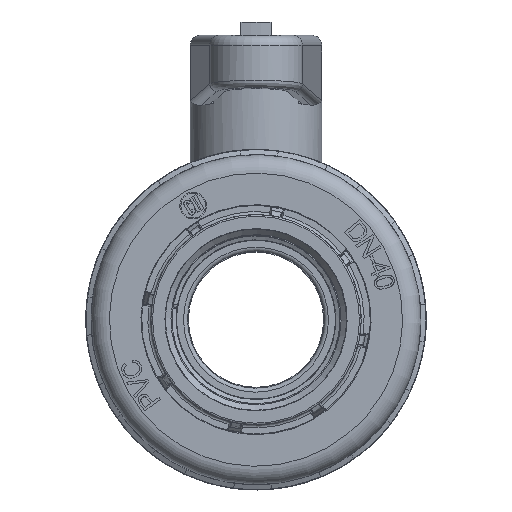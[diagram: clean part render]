
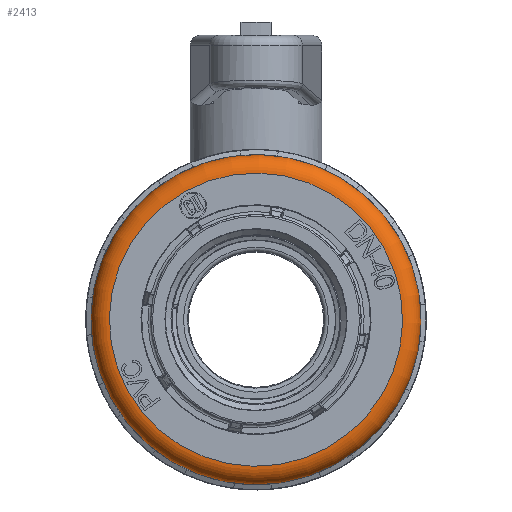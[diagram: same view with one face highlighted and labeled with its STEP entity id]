
A CAD part, front view. The second image highlights one B-rep face of the part: STEP entity #2413.
In plain terms, the highlighted toroidal (fillet/blend) face has major radius 43.9 mm and minor radius 5.5 mm.
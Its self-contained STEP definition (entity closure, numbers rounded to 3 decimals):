
#2413 = ADVANCED_FACE( '', ( #4955, #4956 ), #4957, .T. );
#4955 = FACE_OUTER_BOUND( '', #25139, .T. );
#4956 = FACE_OUTER_BOUND( '', #25140, .T. );
#4957 = TOROIDAL_SURFACE( '', #25141, 43.9, 5.5 );
#25139 = EDGE_LOOP( '', ( #33230 ) );
#25140 = EDGE_LOOP( '', ( #33231 ) );
#25141 = AXIS2_PLACEMENT_3D( '', #33232, #33233, #33234 );
#33230 = ORIENTED_EDGE( '', *, *, #37003, .F. );
#33231 = ORIENTED_EDGE( '', *, *, #34737, .T. );
#33232 = CARTESIAN_POINT( '', ( 0., 0., 5.5 ) );
#33233 = DIRECTION( '', ( 0., 0., -1. ) );
#33234 = DIRECTION( '', ( -1., 0., 0. ) );
#34737 = EDGE_CURVE( '', #37844, #37844, #37845, .T. );
#37003 = EDGE_CURVE( '', #41131, #41131, #41132, .T. );
#37844 = VERTEX_POINT( '', #43184 );
#37845 = CIRCLE( '', #43185, 49.4 );
#41131 = VERTEX_POINT( '', #54187 );
#41132 = CIRCLE( '', #54188, 43.9 );
#43184 = CARTESIAN_POINT( '', ( -49.4, 0., 5.5 ) );
#43185 = AXIS2_PLACEMENT_3D( '', #55383, #55384, #55385 );
#54187 = CARTESIAN_POINT( '', ( -43.9, 0., 0. ) );
#54188 = AXIS2_PLACEMENT_3D( '', #58022, #58023, #58024 );
#55383 = CARTESIAN_POINT( '', ( 0., 0., 5.5 ) );
#55384 = DIRECTION( '', ( 0., 0., -1. ) );
#55385 = DIRECTION( '', ( -1., 0., 0. ) );
#58022 = CARTESIAN_POINT( '', ( 0., 0., 0. ) );
#58023 = DIRECTION( '', ( 0., 0., -1. ) );
#58024 = DIRECTION( '', ( -1., 0., 0. ) );
